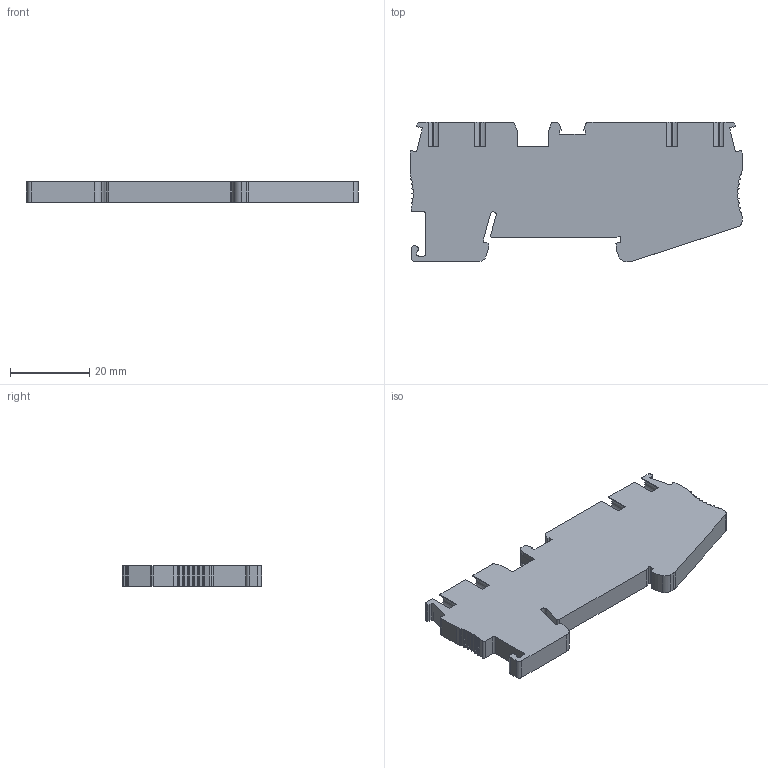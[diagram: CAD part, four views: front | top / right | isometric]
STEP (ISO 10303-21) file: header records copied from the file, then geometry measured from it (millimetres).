
FILE_DESCRIPTION((''),'2;1');
FILE_NAME('2-5SK','2023-11-14T',('dell'),(''),'PRO/ENGINEER BY PARAMETRIC TECHNOLOGY CORPORATION, 2013230','PRO/ENGINEER BY PARAMETRIC TECHNOLOGY CORPORATION, 2013230','');
FILE_SCHEMA(('AUTOMOTIVE_DESIGN { 1 0 10303 214 1 1 1 1 }'));
Length unit declared in the file: millimetre
Products named in the file (1): 2-5SK
Bounding box: 84 x 35.2 x 5.2 mm (x, y, z)
Volume: 11505.2 mm3; surface area: 7600.2 mm2
Topology: 1 solids, 1 shells, 260 faces, 747 edges, 498 vertices
Faces by surface type: plane 173, cylinder 87
Entity records: 8576 total; most frequent: CARTESIAN_POINT 1507, ORIENTED_EDGE 1494, DIRECTION 1441, EDGE_CURVE 747, VECTOR 573, LINE 573, VERTEX_POINT 498, AXIS2_PLACEMENT_3D 434
